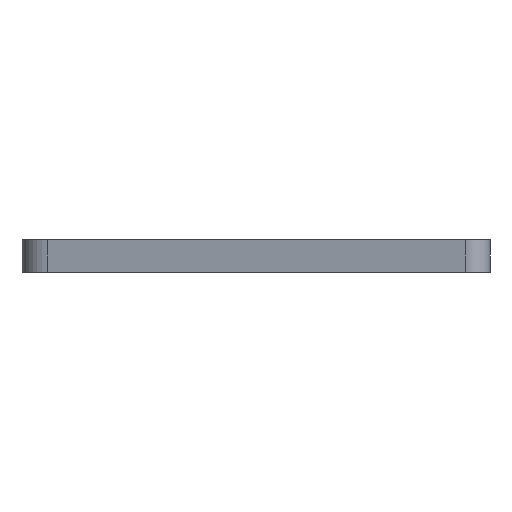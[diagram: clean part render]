
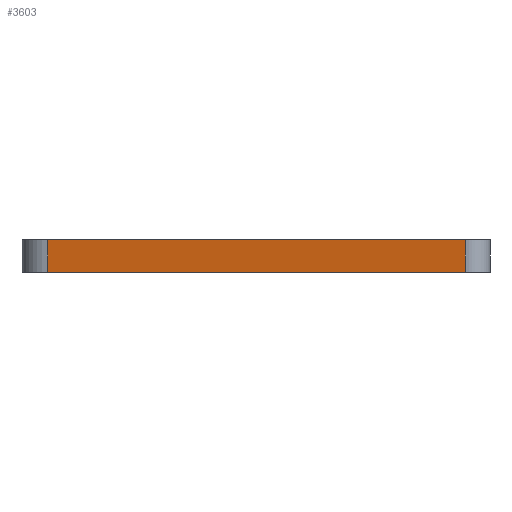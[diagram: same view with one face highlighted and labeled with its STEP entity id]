
A CAD part, front view. The second image highlights one B-rep face of the part: STEP entity #3603.
In plain terms, the highlighted planar face has unit normal (-0.212, -0.977, 0).
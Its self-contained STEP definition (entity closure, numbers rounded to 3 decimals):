
#43 = CARTESIAN_POINT ( 'NONE',  ( -1.697, -7.818, 8. ) ) ;
#63 = EDGE_CURVE ( 'NONE', #5586, #1220, #5631, .T. ) ;
#143 = DIRECTION ( 'NONE',  ( 0.212, 0.977, 0. ) ) ;
#593 = CARTESIAN_POINT ( 'NONE',  ( -1.697, -7.818, 8. ) ) ;
#675 = DIRECTION ( 'NONE',  ( 0.977, -0.212, 0. ) ) ;
#751 = CARTESIAN_POINT ( 'NONE',  ( 100.94, -30.091, 8. ) ) ;
#811 = ORIENTED_EDGE ( 'NONE', *, *, #5092, .T. ) ;
#858 = DIRECTION ( 'NONE',  ( 0., 0., -1. ) ) ;
#893 = EDGE_LOOP ( 'NONE', ( #4597, #1367, #4670, #811 ) ) ;
#945 = DIRECTION ( 'NONE',  ( 0.977, -0.212, 0. ) ) ;
#1220 = VERTEX_POINT ( 'NONE', #2492 ) ;
#1367 = ORIENTED_EDGE ( 'NONE', *, *, #3351, .F. ) ;
#1953 = CARTESIAN_POINT ( 'NONE',  ( 100.94, -30.091, 8. ) ) ;
#2027 = CARTESIAN_POINT ( 'NONE',  ( -1.697, -7.818, 8. ) ) ;
#2406 = PLANE ( 'NONE',  #5309 ) ;
#2466 = EDGE_CURVE ( 'NONE', #2967, #4861, #3310, .T. ) ;
#2492 = CARTESIAN_POINT ( 'NONE',  ( 100.94, -30.091, 0. ) ) ;
#2966 = VECTOR ( 'NONE', #945, 1000. ) ;
#2967 = VERTEX_POINT ( 'NONE', #2027 ) ;
#3310 = LINE ( 'NONE', #3788, #5017 ) ;
#3341 = FACE_OUTER_BOUND ( 'NONE', #893, .T. ) ;
#3351 = EDGE_CURVE ( 'NONE', #4861, #1220, #4777, .T. ) ;
#3466 = DIRECTION ( 'NONE',  ( 0., 0., -1. ) ) ;
#3603 = ADVANCED_FACE ( 'NONE', ( #3341 ), #2406, .F. ) ;
#3702 = DIRECTION ( 'NONE',  ( -0.977, 0.212, 0. ) ) ;
#3788 = CARTESIAN_POINT ( 'NONE',  ( -1.697, -7.818, 8. ) ) ;
#4597 = ORIENTED_EDGE ( 'NONE', *, *, #63, .T. ) ;
#4637 = CARTESIAN_POINT ( 'NONE',  ( -1.697, -7.818, 0. ) ) ;
#4670 = ORIENTED_EDGE ( 'NONE', *, *, #2466, .F. ) ;
#4777 = LINE ( 'NONE', #751, #5918 ) ;
#4847 = CARTESIAN_POINT ( 'NONE',  ( -1.697, -7.818, 0. ) ) ;
#4861 = VERTEX_POINT ( 'NONE', #1953 ) ;
#5017 = VECTOR ( 'NONE', #675, 1000. ) ;
#5092 = EDGE_CURVE ( 'NONE', #2967, #5586, #5397, .T. ) ;
#5226 = VECTOR ( 'NONE', #858, 1000. ) ;
#5309 = AXIS2_PLACEMENT_3D ( 'NONE', #593, #143, #3702 ) ;
#5397 = LINE ( 'NONE', #43, #5226 ) ;
#5586 = VERTEX_POINT ( 'NONE', #4847 ) ;
#5631 = LINE ( 'NONE', #4637, #2966 ) ;
#5918 = VECTOR ( 'NONE', #3466, 1000. ) ;
